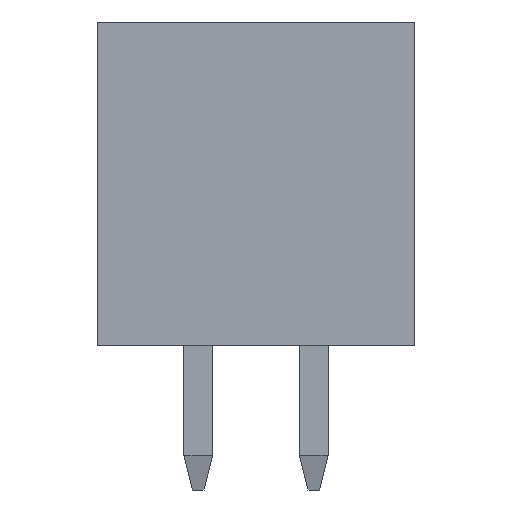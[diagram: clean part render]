
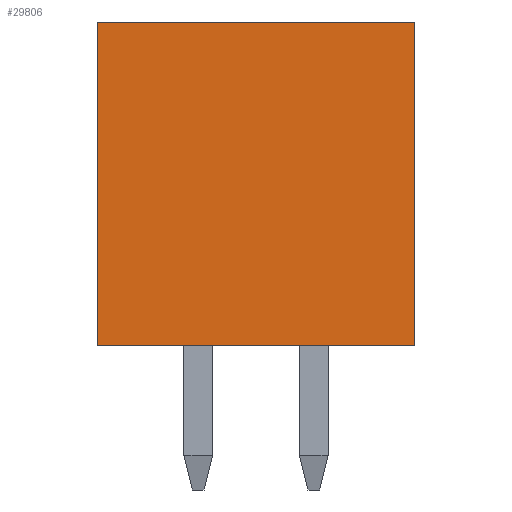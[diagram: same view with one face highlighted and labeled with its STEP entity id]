
A CAD part, front view. The second image highlights one B-rep face of the part: STEP entity #29806.
In plain terms, the highlighted face is planar.
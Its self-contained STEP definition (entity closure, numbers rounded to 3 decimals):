
#2025=ORIENTED_EDGE('',*,*,#7262,.F.);
#2026=ORIENTED_EDGE('',*,*,#7263,.F.);
#2027=ORIENTED_EDGE('',*,*,#7264,.T.);
#2028=ORIENTED_EDGE('',*,*,#7265,.T.);
#7262=EDGE_CURVE('',#9812,#9813,#12018,.T.);
#7263=EDGE_CURVE('',#9814,#9812,#12019,.T.);
#7264=EDGE_CURVE('',#9814,#9815,#12020,.T.);
#7265=EDGE_CURVE('',#9815,#9813,#12021,.T.);
#9812=VERTEX_POINT('',#40027);
#9813=VERTEX_POINT('',#40028);
#9814=VERTEX_POINT('',#40030);
#9815=VERTEX_POINT('',#40032);
#12018=LINE('',#40026,#14978);
#12019=LINE('',#40029,#14979);
#12020=LINE('',#40031,#14980);
#12021=LINE('',#40033,#14981);
#14978=VECTOR('',#34102,1000.);
#14979=VECTOR('',#34103,1000.);
#14980=VECTOR('',#34104,1000.);
#14981=VECTOR('',#34105,1000.);
#17120=EDGE_LOOP('',(#2025,#2026,#2027,#2028));
#18464=FACE_BOUND('',#17120,.T.);
#19764=PLANE('',#31068);
#29806=ADVANCED_FACE('',(#18464),#19764,.T.);
#31068=AXIS2_PLACEMENT_3D('',#40025,#34100,#34101);
#34100=DIRECTION('',(1.,0.,0.));
#34101=DIRECTION('',(0.,0.,-1.));
#34102=DIRECTION('',(0.,0.,-1.));
#34103=DIRECTION('',(0.,1.,0.));
#34104=DIRECTION('',(0.,0.,-1.));
#34105=DIRECTION('',(0.,1.,0.));
#40025=CARTESIAN_POINT('',(25.6,-2.75,2.8));
#40026=CARTESIAN_POINT('',(25.6,2.75,2.8));
#40027=CARTESIAN_POINT('',(25.6,2.75,2.8));
#40028=CARTESIAN_POINT('',(25.6,2.75,-2.8));
#40029=CARTESIAN_POINT('',(25.6,-2.75,2.8));
#40030=CARTESIAN_POINT('',(25.6,-2.75,2.8));
#40031=CARTESIAN_POINT('',(25.6,-2.75,2.8));
#40032=CARTESIAN_POINT('',(25.6,-2.75,-2.8));
#40033=CARTESIAN_POINT('',(25.6,-2.75,-2.8));
